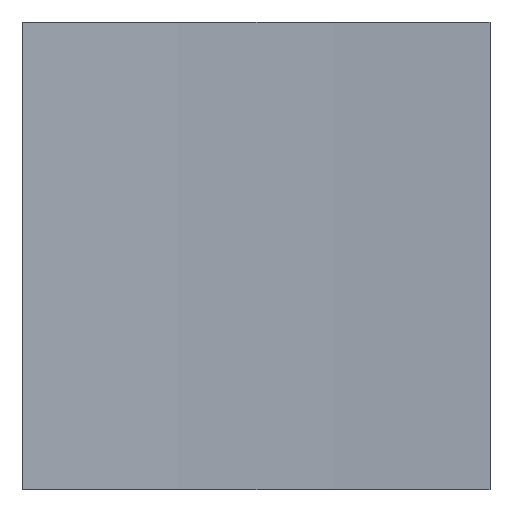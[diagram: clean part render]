
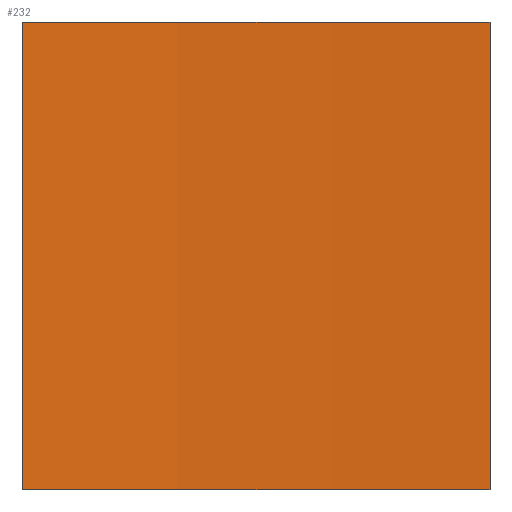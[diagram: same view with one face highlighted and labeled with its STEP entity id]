
A CAD part, left-side view. The second image highlights one B-rep face of the part: STEP entity #232.
In plain terms, the highlighted cylindrical face has radius 77.55 mm (diameter 155.1 mm), a partial arc.
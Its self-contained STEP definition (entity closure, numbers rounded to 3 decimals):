
#5 = CARTESIAN_POINT ( 'NONE',  ( -16.812, 23.683, 10. ) ) ;
#22 = CARTESIAN_POINT ( 'NONE',  ( -94.201, 18.683, 0. ) ) ;
#28 = EDGE_CURVE ( 'NONE', #173, #170, #228, .T. ) ;
#29 = CARTESIAN_POINT ( 'NONE',  ( -16.812, 13.683, 10. ) ) ;
#41 = DIRECTION ( 'NONE',  ( 0., 0., -1. ) ) ;
#45 = DIRECTION ( 'NONE',  ( 0., 0., -1. ) ) ;
#49 = CIRCLE ( 'NONE', #122, 77.55 ) ;
#56 = DIRECTION ( 'NONE',  ( 0., 0., -1. ) ) ;
#57 = ORIENTED_EDGE ( 'NONE', *, *, #28, .F. ) ;
#59 = CARTESIAN_POINT ( 'NONE',  ( -94.201, 18.683, 10. ) ) ;
#62 = CARTESIAN_POINT ( 'NONE',  ( -94.201, 18.683, 10. ) ) ;
#65 = DIRECTION ( 'NONE',  ( 0., 0., -1. ) ) ;
#83 = DIRECTION ( 'NONE',  ( 0., 0., -1. ) ) ;
#97 = ORIENTED_EDGE ( 'NONE', *, *, #223, .T. ) ;
#103 = CIRCLE ( 'NONE', #234, 77.55 ) ;
#104 = DIRECTION ( 'NONE',  ( 1., 0., 0. ) ) ;
#107 = EDGE_CURVE ( 'NONE', #148, #158, #178, .T. ) ;
#120 = CARTESIAN_POINT ( 'NONE',  ( -16.812, 13.683, 0. ) ) ;
#122 = AXIS2_PLACEMENT_3D ( 'NONE', #59, #41, #229 ) ;
#129 = AXIS2_PLACEMENT_3D ( 'NONE', #62, #45, #199 ) ;
#141 = FACE_OUTER_BOUND ( 'NONE', #150, .T. ) ;
#143 = CYLINDRICAL_SURFACE ( 'NONE', #129, 77.55 ) ;
#148 = VERTEX_POINT ( 'NONE', #163 ) ;
#150 = EDGE_LOOP ( 'NONE', ( #97, #57, #239, #225 ) ) ;
#151 = CARTESIAN_POINT ( 'NONE',  ( -16.812, 13.683, 10. ) ) ;
#154 = EDGE_CURVE ( 'NONE', #148, #173, #49, .T. ) ;
#155 = VECTOR ( 'NONE', #56, 1000. ) ;
#158 = VERTEX_POINT ( 'NONE', #198 ) ;
#163 = CARTESIAN_POINT ( 'NONE',  ( -16.812, 23.683, 10. ) ) ;
#170 = VERTEX_POINT ( 'NONE', #120 ) ;
#173 = VERTEX_POINT ( 'NONE', #29 ) ;
#178 = LINE ( 'NONE', #5, #214 ) ;
#198 = CARTESIAN_POINT ( 'NONE',  ( -16.812, 23.683, 0. ) ) ;
#199 = DIRECTION ( 'NONE',  ( -1., 0., 0. ) ) ;
#214 = VECTOR ( 'NONE', #83, 1000. ) ;
#223 = EDGE_CURVE ( 'NONE', #158, #170, #103, .T. ) ;
#225 = ORIENTED_EDGE ( 'NONE', *, *, #107, .T. ) ;
#228 = LINE ( 'NONE', #151, #155 ) ;
#229 = DIRECTION ( 'NONE',  ( 1., 0., 0. ) ) ;
#232 = ADVANCED_FACE ( 'NONE', ( #141 ), #143, .F. ) ;
#234 = AXIS2_PLACEMENT_3D ( 'NONE', #22, #65, #104 ) ;
#239 = ORIENTED_EDGE ( 'NONE', *, *, #154, .F. ) ;
